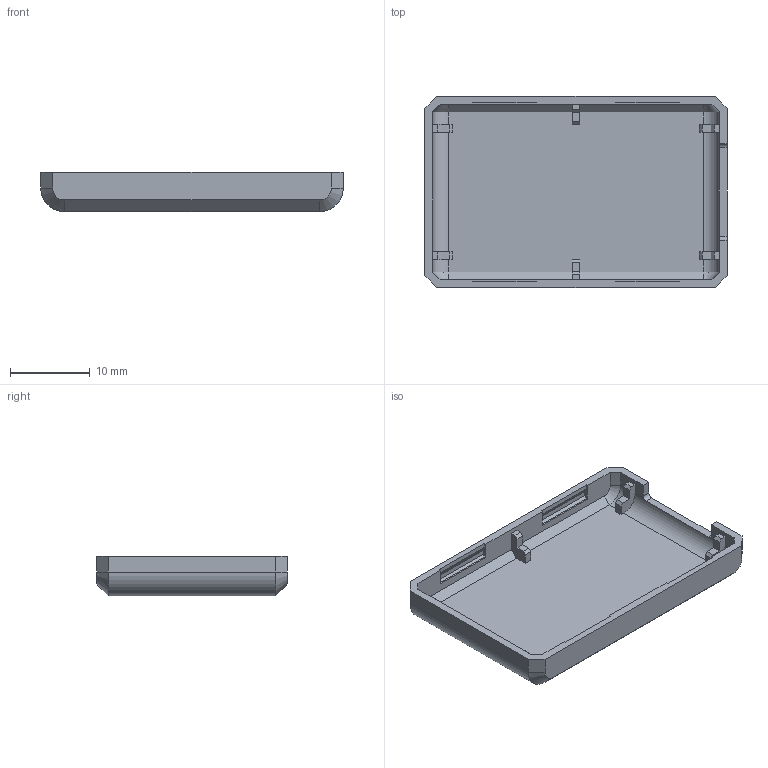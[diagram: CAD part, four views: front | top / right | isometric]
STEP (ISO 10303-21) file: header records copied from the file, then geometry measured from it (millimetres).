
FILE_DESCRIPTION(('CATIA V5 STEP Exchange'),'2;1');
FILE_NAME('Final 3D Print Part 1.stp','2020-12-17T02:44:50+00:00',('none'),('none'),'CATIA Version 5 Release 21 GA (IN-10)','CATIA V5 STEP AP203','none');
FILE_SCHEMA(('CONFIG_CONTROL_DESIGN'));
Length unit declared in the file: millimetre
Products named in the file (1): Part1.1.1.1
Bounding box: 38 x 24 x 5 mm (x, y, z)
Volume: 1253.5 mm3; surface area: 2691.6 mm2
Topology: 1 solids, 1 shells, 124 faces, 350 edges, 228 vertices
Faces by surface type: plane 106, cylinder 10, cone 8
Entity records: 3719 total; most frequent: ORIENTED_EDGE 700, CARTESIAN_POINT 690, DIRECTION 490, EDGE_CURVE 350, VECTOR 318, LINE 318, VERTEX_POINT 228, ADVANCED_FACE 124
